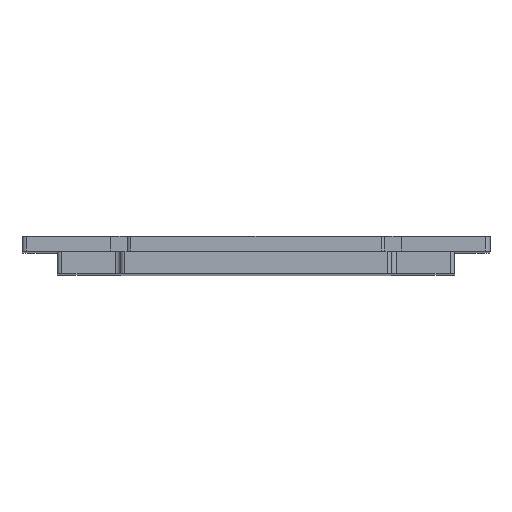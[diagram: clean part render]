
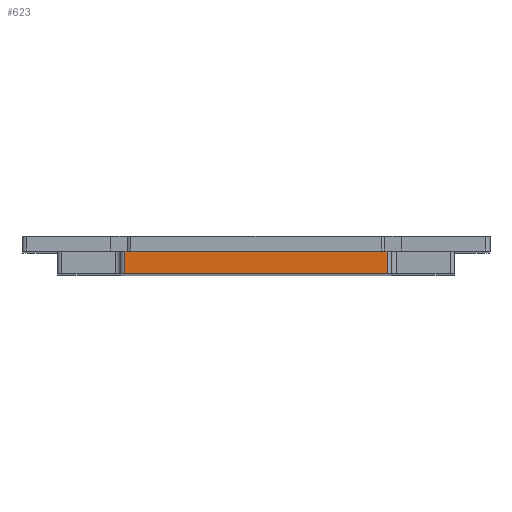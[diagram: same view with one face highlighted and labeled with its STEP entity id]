
A CAD part, top view. The second image highlights one B-rep face of the part: STEP entity #623.
In plain terms, the highlighted planar face has unit normal (0, 0, 1).
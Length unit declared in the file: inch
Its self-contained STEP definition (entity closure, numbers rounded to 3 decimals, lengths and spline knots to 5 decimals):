
#8 = DIRECTION ( 'NONE',  ( 0., 1., 0. ) ) ;
#17 = VERTEX_POINT ( 'NONE', #361 ) ;
#52 = PLANE ( 'NONE',  #1738 ) ;
#150 = ORIENTED_EDGE ( 'NONE', *, *, #1958, .T. ) ;
#157 = VECTOR ( 'NONE', #603, 39.37008 ) ;
#177 = LINE ( 'NONE', #751, #2315 ) ;
#212 = CARTESIAN_POINT ( 'NONE',  ( 1.10236, -0.12598, 9.37795 ) ) ;
#251 = DIRECTION ( 'NONE',  ( 0., 0., 1. ) ) ;
#361 = CARTESIAN_POINT ( 'NONE',  ( 1.08465, -0.12598, 9.37795 ) ) ;
#423 = CARTESIAN_POINT ( 'NONE',  ( 0., -0.12598, 9.37795 ) ) ;
#496 = EDGE_LOOP ( 'NONE', ( #1370, #678, #1728, #150, #1947, #1298 ) ) ;
#603 = DIRECTION ( 'NONE',  ( -1., 0., 0. ) ) ;
#617 = CARTESIAN_POINT ( 'NONE',  ( 0., -0.12598, 9.37795 ) ) ;
#623 = ADVANCED_FACE ( 'NONE', ( #1729 ), #52, .T. ) ;
#630 = LINE ( 'NONE', #617, #157 ) ;
#678 = ORIENTED_EDGE ( 'NONE', *, *, #2392, .T. ) ;
#690 = VERTEX_POINT ( 'NONE', #1242 ) ;
#692 = CARTESIAN_POINT ( 'NONE',  ( -1.08465, -0.12598, 9.37795 ) ) ;
#730 = VERTEX_POINT ( 'NONE', #1614 ) ;
#751 = CARTESIAN_POINT ( 'NONE',  ( 0., -0.12598, 9.37795 ) ) ;
#832 = LINE ( 'NONE', #844, #936 ) ;
#844 = CARTESIAN_POINT ( 'NONE',  ( -1.10236, -0.12598, 9.37795 ) ) ;
#921 = DIRECTION ( 'NONE',  ( -1., 0., 0. ) ) ;
#936 = VECTOR ( 'NONE', #1035, 39.37008 ) ;
#976 = VERTEX_POINT ( 'NONE', #1301 ) ;
#988 = DIRECTION ( 'NONE',  ( -1., 0., 0. ) ) ;
#1035 = DIRECTION ( 'NONE',  ( 0., -1., 0. ) ) ;
#1088 = VECTOR ( 'NONE', #8, 39.37008 ) ;
#1242 = CARTESIAN_POINT ( 'NONE',  ( 1.10236, -0.12598, 9.37795 ) ) ;
#1243 = VECTOR ( 'NONE', #988, 39.37008 ) ;
#1298 = ORIENTED_EDGE ( 'NONE', *, *, #1693, .T. ) ;
#1301 = CARTESIAN_POINT ( 'NONE',  ( 1.10236, -0.31496, 9.37795 ) ) ;
#1323 = LINE ( 'NONE', #1561, #1243 ) ;
#1348 = LINE ( 'NONE', #212, #1088 ) ;
#1370 = ORIENTED_EDGE ( 'NONE', *, *, #1956, .T. ) ;
#1534 = LINE ( 'NONE', #423, #2158 ) ;
#1561 = CARTESIAN_POINT ( 'NONE',  ( 0., -0.31496, 9.37795 ) ) ;
#1614 = CARTESIAN_POINT ( 'NONE',  ( -1.10236, -0.12598, 9.37795 ) ) ;
#1693 = EDGE_CURVE ( 'NONE', #17, #2115, #177, .T. ) ;
#1728 = ORIENTED_EDGE ( 'NONE', *, *, #1787, .F. ) ;
#1729 = FACE_OUTER_BOUND ( 'NONE', #496, .T. ) ;
#1738 = AXIS2_PLACEMENT_3D ( 'NONE', #1917, #251, #2313 ) ;
#1765 = EDGE_CURVE ( 'NONE', #690, #17, #630, .T. ) ;
#1787 = EDGE_CURVE ( 'NONE', #976, #2253, #1323, .T. ) ;
#1889 = CARTESIAN_POINT ( 'NONE',  ( -1.10236, -0.31496, 9.37795 ) ) ;
#1891 = DIRECTION ( 'NONE',  ( -1., 0., 0. ) ) ;
#1917 = CARTESIAN_POINT ( 'NONE',  ( 0., -0.12598, 9.37795 ) ) ;
#1947 = ORIENTED_EDGE ( 'NONE', *, *, #1765, .T. ) ;
#1956 = EDGE_CURVE ( 'NONE', #2115, #730, #1534, .T. ) ;
#1958 = EDGE_CURVE ( 'NONE', #976, #690, #1348, .T. ) ;
#2115 = VERTEX_POINT ( 'NONE', #692 ) ;
#2158 = VECTOR ( 'NONE', #1891, 39.37008 ) ;
#2253 = VERTEX_POINT ( 'NONE', #1889 ) ;
#2313 = DIRECTION ( 'NONE',  ( 1., 0., 0. ) ) ;
#2315 = VECTOR ( 'NONE', #921, 39.37008 ) ;
#2392 = EDGE_CURVE ( 'NONE', #730, #2253, #832, .T. ) ;
